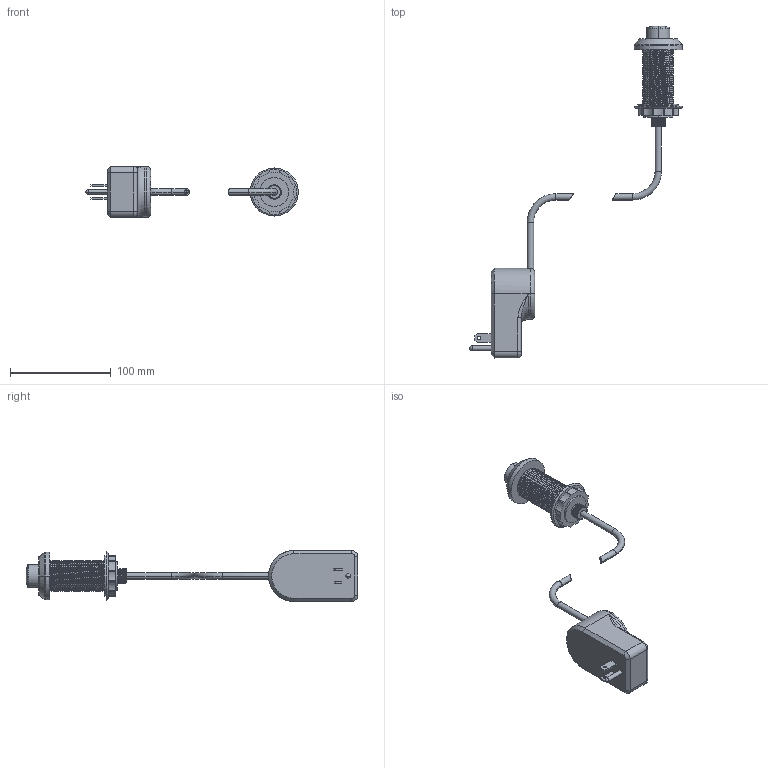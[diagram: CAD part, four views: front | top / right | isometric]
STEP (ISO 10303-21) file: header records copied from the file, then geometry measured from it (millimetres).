
FILE_DESCRIPTION((''),'2;1');
FILE_NAME('3200-5811','2021-10-05T11:03:06',('rsmith'),(''),'CREO PARAMETRIC BY PTC INC, 2018400','CREO PARAMETRIC BY PTC INC, 2018400','');
FILE_SCHEMA(('AUTOMOTIVE_DESIGN { 1 0 10303 214 1 1 1 1 }'));
Length unit declared in the file: inch
Products named in the file (1): 3200-5811
Bounding box: 211.15 x 329.79 x 50.55 mm (x, y, z)
Volume: 232757.4 mm3; surface area: 43759.8 mm2
Topology: 3 solids, 3 shells, 470 faces, 1230 edges, 794 vertices
Faces by surface type: plane 253, cylinder 149, bspline 37, torus 19, cone 8, sphere 4
Entity records: 38130 total; most frequent: CARTESIAN_POINT 17822, ORIENTED_EDGE 2452, DIRECTION 2080, PRESENTATION_STYLE_ASSIGNMENT 1683, STYLED_ITEM 1229, CURVE_STYLE 1226, EDGE_CURVE 1226, FILL_AREA_STYLE_COLOUR 864
